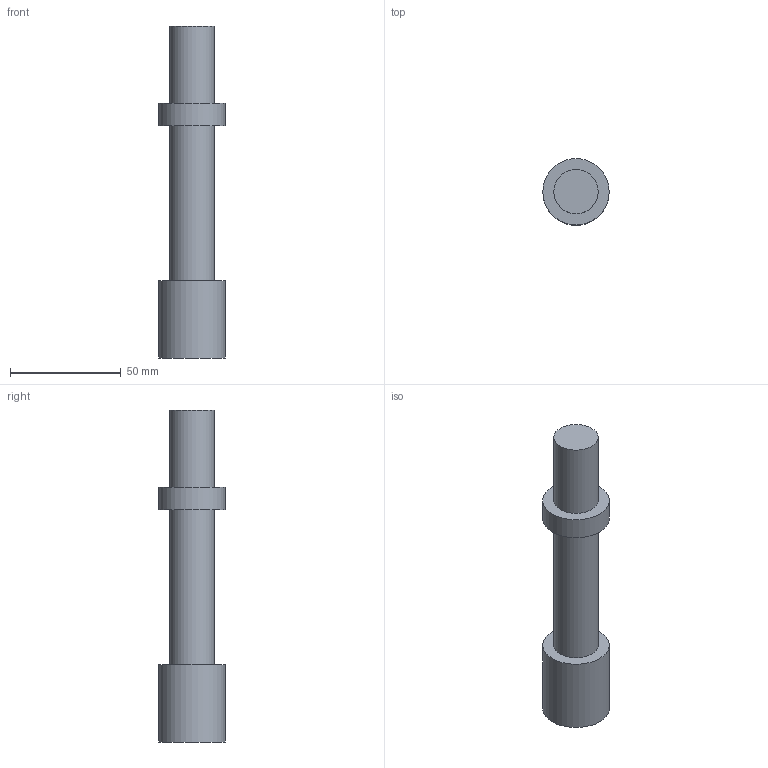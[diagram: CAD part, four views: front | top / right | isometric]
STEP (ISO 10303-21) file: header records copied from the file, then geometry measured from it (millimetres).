
FILE_DESCRIPTION(/* description */ (''),/* implementation_level */ '2;1');
FILE_NAME(/* name */ 'Toothbrush v3.step',/* time_stamp */ '2024-04-23T21:09:08-04:00',/* author */ (''),/* organization */ (''),/* preprocessor_version */ 'ST-DEVELOPER v20',/* originating_system */ 'Autodesk Translation Framework v12.20.1.177',/* authorisation */ '');
FILE_SCHEMA (('AUTOMOTIVE_DESIGN { 1 0 10303 214 3 1 1 }'));
Length unit declared in the file: millimetre
Products named in the file (1): Toothbrush
Bounding box: 30 x 30 x 150 mm (x, y, z)
Volume: 64795.3 mm3; surface area: 18692.5 mm2
Topology: 3 solids, 3 shells, 12 faces, 15 edges, 10 vertices
Faces by surface type: plane 7, cylinder 5
Full cylindrical faces by diameter (mm): 20 x3, 30 x2
Entity records: 284 total; most frequent: DIRECTION 51, CARTESIAN_POINT 38, ORIENTED_EDGE 30, AXIS2_PLACEMENT_3D 23, EDGE_LOOP 15, EDGE_CURVE 15, FACE_OUTER_BOUND 12, ADVANCED_FACE 12
